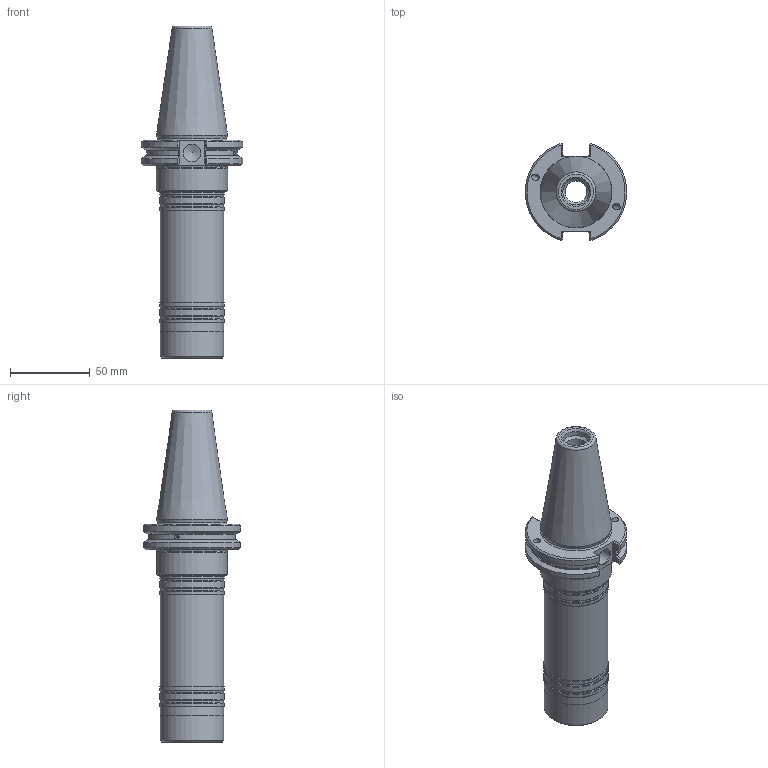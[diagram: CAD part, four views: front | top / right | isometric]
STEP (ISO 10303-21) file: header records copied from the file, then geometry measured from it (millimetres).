
FILE_DESCRIPTION(/* description */ (''),/* implementation_level */ '2;1');
FILE_NAME(/* name */ '434013274.stp',/* time_stamp */ '2021-01-08T12:39:10',/* author */ ('LRA'),/* organization */ ('REGO-FIX'),/* preprocessor_version */ ' Unknown',/* originating_system */ 'SIEMENS PLM Software Solid Edge ST10',/* authorization */ 'Unknown');
FILE_SCHEMA (('AUTOMOTIVE_DESIGN { 1 0 10303 214 2 1 1}'));
Length unit declared in the file: millimetre
Products named in the file (1): NOCUT
Bounding box: 63.28 x 60.79 x 207.65 mm (x, y, z)
Volume: 212937.9 mm3; surface area: 43414.3 mm2
Topology: 1 solids, 1 shells, 123 faces, 327 edges, 204 vertices
Faces by surface type: cylinder 36, cone 34, plane 31, torus 14, bspline 8
Full cylindrical faces by diameter (mm): 3.242 x4, 3.9 x2, 10.7 x1, 13.53 x3, 16.5 x1, 23.5 x1, 40 x3, 40.5 x6, 44.45 x1
Entity records: 4502 total; most frequent: CARTESIAN_POINT 1011, ORIENTED_EDGE 500, DIRECTION 495, EDGE_CURVE 250, AXIS2_PLACEMENT_3D 215, FACE_BOUND 194, EDGE_LOOP 191, VERTEX_POINT 190
